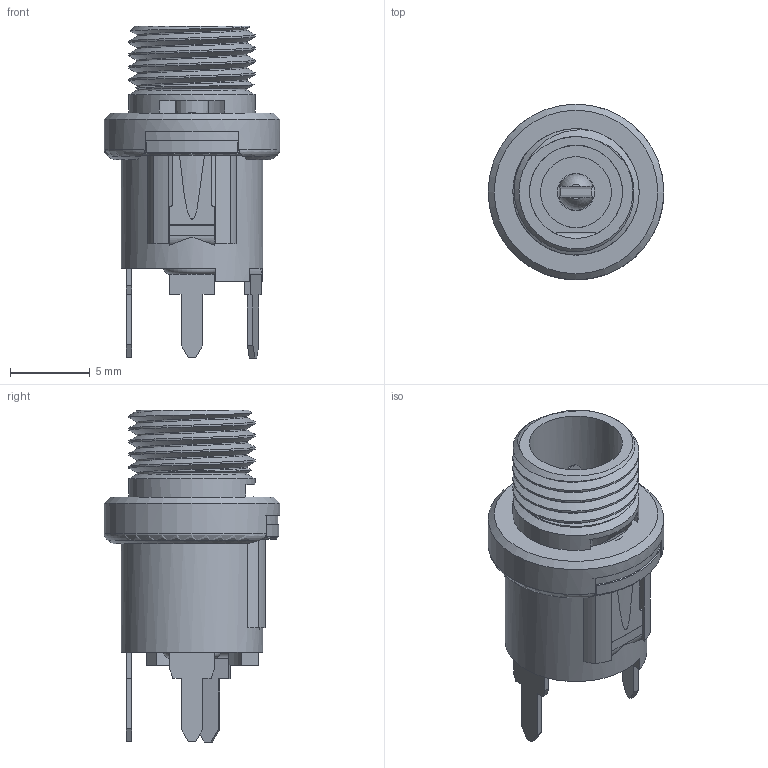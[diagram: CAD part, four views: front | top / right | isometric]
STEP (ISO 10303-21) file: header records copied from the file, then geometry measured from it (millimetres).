
FILE_DESCRIPTION(/* description */ ('STEP AP242','CAx-IF Rec.Pracs.---Representation and Presentation of Product Manufacturing Information (PMI)---4.0---2014-10-13','CAx-IF Rec.Pracs.---3D Tessellated Geometry---0.4---2014-09-14','2;1'),/* implementation_level */ '2;1');
FILE_NAME(/* name */ '685f72b6ccedfa2906f521b7',/* time_stamp */ '2025-06-28T04:42:31Z',/* author */ (''),/* organization */ (''),/* preprocessor_version */ 'ST-DEVELOPER v20',/* originating_system */ 'ONSHAPE BY PTC INC, 1.200',/* authorisation */ ' ');
FILE_SCHEMA (('AP242_MANAGED_MODEL_BASED_3D_ENGINEERING_MIM_LF { 1 0 10303 442 1 1 4 }'));
Length unit declared in the file: metre
Products named in the file (1): PC722A
Bounding box: 11.02 x 11.02 x 20.83 mm (x, y, z)
Volume: 661.8 mm3; surface area: 1078.9 mm2
Topology: 1 solids, 1 shells, 175 faces, 507 edges, 343 vertices
Faces by surface type: plane 104, cylinder 51, cone 13, torus 5, bspline 2
Full cylindrical faces by diameter (mm): 4.445 x1, 5.842 x1, 6.934 x5, 7.925 x1, 8.89 x1, 11.024 x1
Entity records: 6294 total; most frequent: CARTESIAN_POINT 1650, ORIENTED_EDGE 974, DIRECTION 929, EDGE_CURVE 487, VERTEX_POINT 338, AXIS2_PLACEMENT_3D 337, LINE 255, VECTOR 255
